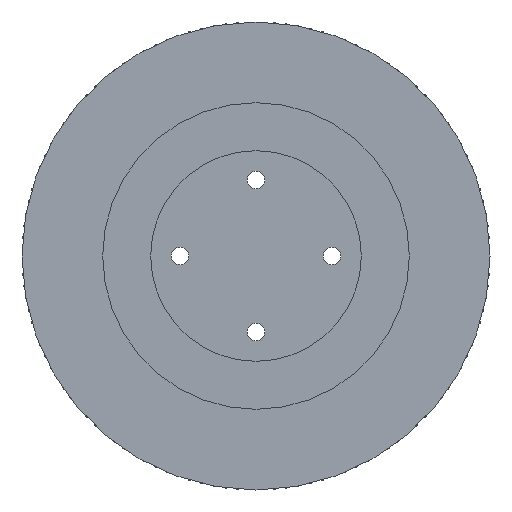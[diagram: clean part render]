
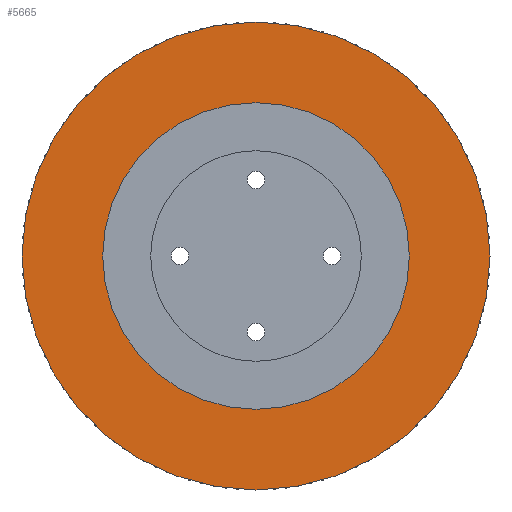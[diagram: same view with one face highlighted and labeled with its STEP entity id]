
A CAD part, left-side view. The second image highlights one B-rep face of the part: STEP entity #5665.
In plain terms, the highlighted planar face has unit normal (-1, 0, 0).
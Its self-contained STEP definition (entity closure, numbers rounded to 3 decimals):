
#543 = EDGE_LOOP ( 'NONE', ( #12739, #7855 ) ) ;
#709 = FACE_OUTER_BOUND ( 'NONE', #543, .T. ) ;
#772 = PLANE ( 'NONE',  #12627 ) ;
#1499 = CARTESIAN_POINT ( 'NONE',  ( 0., 0., 20. ) ) ;
#2302 = CARTESIAN_POINT ( 'NONE',  ( 0., 0., 0. ) ) ;
#2668 = CIRCLE ( 'NONE', #8809, 13.1 ) ;
#2814 = CARTESIAN_POINT ( 'NONE',  ( 0., 0., -20. ) ) ;
#2951 = DIRECTION ( 'NONE',  ( 1., 0., 0. ) ) ;
#3379 = DIRECTION ( 'NONE',  ( 0., 0., 1. ) ) ;
#3635 = VERTEX_POINT ( 'NONE', #1499 ) ;
#4019 = ORIENTED_EDGE ( 'NONE', *, *, #8686, .F. ) ;
#4099 = ORIENTED_EDGE ( 'NONE', *, *, #9640, .F. ) ;
#4775 = CARTESIAN_POINT ( 'NONE',  ( 0., 0., 13.1 ) ) ;
#5296 = AXIS2_PLACEMENT_3D ( 'NONE', #2302, #9666, #3379 ) ;
#5439 = CARTESIAN_POINT ( 'NONE',  ( 0., 0., 0. ) ) ;
#5587 = AXIS2_PLACEMENT_3D ( 'NONE', #11847, #5609, #12898 ) ;
#5609 = DIRECTION ( 'NONE',  ( -1., 0., 0. ) ) ;
#5665 = ADVANCED_FACE ( 'NONE', ( #9483, #709 ), #772, .F. ) ;
#6038 = CARTESIAN_POINT ( 'NONE',  ( 0., 0., 0. ) ) ;
#6496 = DIRECTION ( 'NONE',  ( 0., 0., 1. ) ) ;
#6664 = EDGE_CURVE ( 'NONE', #8678, #3635, #12859, .T. ) ;
#7097 = DIRECTION ( 'NONE',  ( 0., 0., 1. ) ) ;
#7855 = ORIENTED_EDGE ( 'NONE', *, *, #6664, .T. ) ;
#8002 = EDGE_LOOP ( 'NONE', ( #4019, #4099 ) ) ;
#8426 = VERTEX_POINT ( 'NONE', #9712 ) ;
#8678 = VERTEX_POINT ( 'NONE', #2814 ) ;
#8686 = EDGE_CURVE ( 'NONE', #12605, #8426, #10386, .T. ) ;
#8809 = AXIS2_PLACEMENT_3D ( 'NONE', #5439, #12731, #6496 ) ;
#9483 = FACE_BOUND ( 'NONE', #8002, .T. ) ;
#9640 = EDGE_CURVE ( 'NONE', #8426, #12605, #2668, .T. ) ;
#9666 = DIRECTION ( 'NONE',  ( -1., 0., 0. ) ) ;
#9712 = CARTESIAN_POINT ( 'NONE',  ( 0., 0., -13.1 ) ) ;
#10276 = DIRECTION ( 'NONE',  ( 0., 0., -1. ) ) ;
#10386 = CIRCLE ( 'NONE', #11239, 13.1 ) ;
#11239 = AXIS2_PLACEMENT_3D ( 'NONE', #6038, #13312, #7097 ) ;
#11281 = CARTESIAN_POINT ( 'NONE',  ( 0., 13.1, 0. ) ) ;
#11397 = CIRCLE ( 'NONE', #5587, 20. ) ;
#11569 = EDGE_CURVE ( 'NONE', #3635, #8678, #11397, .T. ) ;
#11847 = CARTESIAN_POINT ( 'NONE',  ( 0., 0., 0. ) ) ;
#12605 = VERTEX_POINT ( 'NONE', #4775 ) ;
#12627 = AXIS2_PLACEMENT_3D ( 'NONE', #11281, #2951, #10276 ) ;
#12731 = DIRECTION ( 'NONE',  ( -1., 0., 0. ) ) ;
#12739 = ORIENTED_EDGE ( 'NONE', *, *, #11569, .T. ) ;
#12859 = CIRCLE ( 'NONE', #5296, 20. ) ;
#12898 = DIRECTION ( 'NONE',  ( 0., 0., 1. ) ) ;
#13312 = DIRECTION ( 'NONE',  ( -1., 0., 0. ) ) ;
